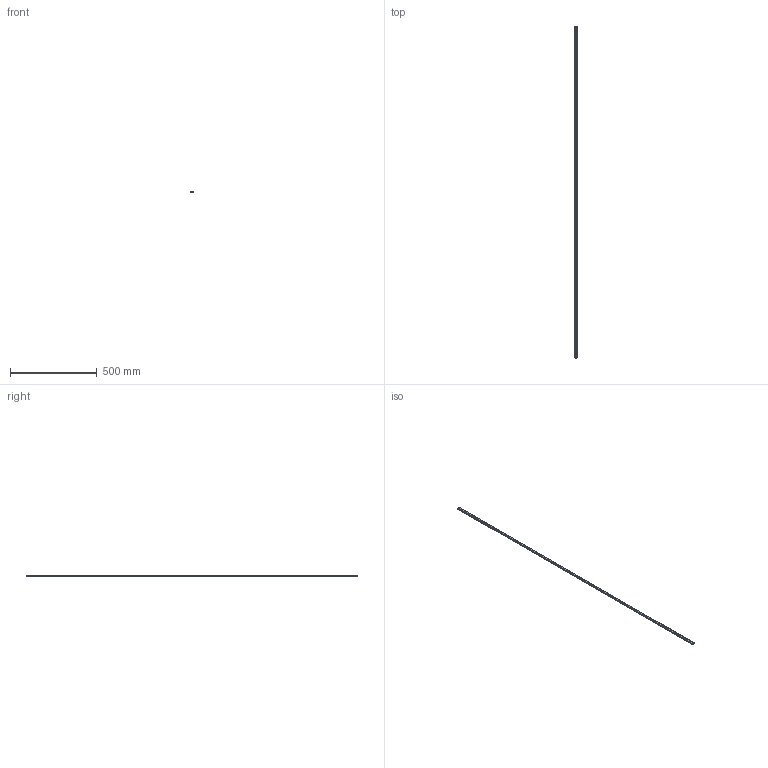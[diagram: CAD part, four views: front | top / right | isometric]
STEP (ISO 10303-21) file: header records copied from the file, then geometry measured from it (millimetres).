
FILE_DESCRIPTION(('STEP AP214'),'1');
FILE_NAME('cctmp_942A6302-4BDD-450F-929E-F5847D9E188B_2021_02_18_16_04_00_0290..stp','2021-02-18T15:04:00',('HIWIN GmbH'),('CADClick - www.CADClick.com'),'Spatial InterOp 3D',' ','unknown authorization');
FILE_SCHEMA(('AUTOMOTIVE_DESIGN'));
Length unit declared in the file: millimetre
Products named in the file (1): MGNR12R1910CM_FILE
Bounding box: 12 x 1910 x 8 mm (x, y, z)
Volume: 163497.2 mm3; surface area: 95039.2 mm2
Topology: 1 solids, 1 shells, 788 faces, 1653 edges, 1102 vertices
Faces by surface type: cylinder 478, plane 310
Entity records: 27841 total; most frequent: DIRECTION 4187, CARTESIAN_POINT 3544, ORIENTED_EDGE 3306, AXIS2_PLACEMENT_3D 1745, EDGE_CURVE 1653, VERTEX_POINT 1102, EDGE_LOOP 1023, CIRCLE 956
